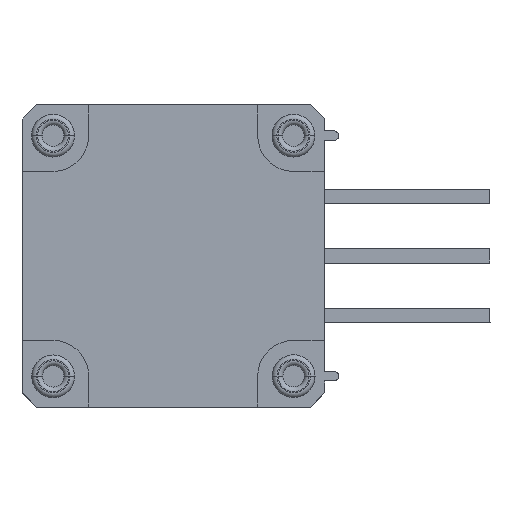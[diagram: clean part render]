
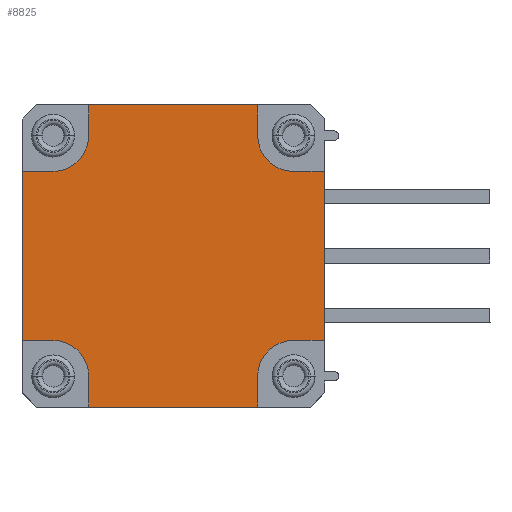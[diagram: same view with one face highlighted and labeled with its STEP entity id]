
A CAD part, front view. The second image highlights one B-rep face of the part: STEP entity #8825.
In plain terms, the highlighted planar face has unit normal (0, -1, 0).
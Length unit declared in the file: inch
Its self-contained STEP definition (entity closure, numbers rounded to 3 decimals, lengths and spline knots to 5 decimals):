
#1359=CARTESIAN_POINT('',(0.05118,-0.59902,
-0.44882));
#1360=DIRECTION('',(0.,1.,0.));
#1361=DIRECTION('',(0.,0.,1.));
#1362=AXIS2_PLACEMENT_3D('',#1359,#1360,#1361);
#1364=DIRECTION('',(1.,0.,0.));
#1365=VECTOR('',#1364,0.05118);
#1366=CARTESIAN_POINT('',(0.,-0.59902,-0.38976));
#1367=LINE('',#1366,#1365);
#1368=DIRECTION('',(0.,0.,1.));
#1369=VECTOR('',#1368,0.27953);
#1370=CARTESIAN_POINT('',(0.,-0.59902,-0.38976));
#1371=LINE('',#1370,#1369);
#1372=DIRECTION('',(1.,0.,0.));
#1373=VECTOR('',#1372,0.05118);
#1374=CARTESIAN_POINT('',(0.,-0.59902,-0.11024));
#1375=LINE('',#1374,#1373);
#1376=CARTESIAN_POINT('',(0.05118,-0.59902,
-0.05118));
#1377=DIRECTION('',(0.,-1.,0.));
#1378=DIRECTION('',(0.,0.,-1.));
#1379=AXIS2_PLACEMENT_3D('',#1376,#1377,#1378);
#1381=DIRECTION('',(0.,0.,-1.));
#1382=VECTOR('',#1381,0.05118);
#1383=CARTESIAN_POINT('',(0.11024,-0.59902,0.));
#1384=LINE('',#1383,#1382);
#1385=DIRECTION('',(1.,0.,0.));
#1386=VECTOR('',#1385,0.27953);
#1387=CARTESIAN_POINT('',(0.11024,-0.59902,0.));
#1388=LINE('',#1387,#1386);
#1389=DIRECTION('',(0.,0.,-1.));
#1390=VECTOR('',#1389,0.05118);
#1391=CARTESIAN_POINT('',(0.38976,-0.59902,0.));
#1392=LINE('',#1391,#1390);
#1393=CARTESIAN_POINT('',(0.44882,-0.59902,
-0.05118));
#1394=DIRECTION('',(0.,-1.,0.));
#1395=DIRECTION('',(-1.,0.,0.));
#1396=AXIS2_PLACEMENT_3D('',#1393,#1394,#1395);
#1398=DIRECTION('',(-1.,0.,0.));
#1399=VECTOR('',#1398,0.05118);
#1400=CARTESIAN_POINT('',(0.5,-0.59902,-0.11024));
#1401=LINE('',#1400,#1399);
#1402=DIRECTION('',(0.,0.,-1.));
#1403=VECTOR('',#1402,0.27953);
#1404=CARTESIAN_POINT('',(0.5,-0.59902,-0.11024));
#1405=LINE('',#1404,#1403);
#1406=DIRECTION('',(-1.,0.,0.));
#1407=VECTOR('',#1406,0.05118);
#1408=CARTESIAN_POINT('',(0.5,-0.59902,-0.38976));
#1409=LINE('',#1408,#1407);
#1410=CARTESIAN_POINT('',(0.44882,-0.59902,
-0.44882));
#1411=DIRECTION('',(0.,1.,0.));
#1412=DIRECTION('',(-1.,0.,0.));
#1413=AXIS2_PLACEMENT_3D('',#1410,#1411,#1412);
#1415=DIRECTION('',(0.,0.,1.));
#1416=VECTOR('',#1415,0.05118);
#1417=CARTESIAN_POINT('',(0.38976,-0.59902,-0.5));
#1418=LINE('',#1417,#1416);
#1419=DIRECTION('',(-1.,0.,0.));
#1420=VECTOR('',#1419,0.27953);
#1421=CARTESIAN_POINT('',(0.38976,-0.59902,-0.5));
#1422=LINE('',#1421,#1420);
#1423=DIRECTION('',(0.,0.,1.));
#1424=VECTOR('',#1423,0.05118);
#1425=CARTESIAN_POINT('',(0.11024,-0.59902,-0.5));
#1426=LINE('',#1425,#1424);
#6428=CARTESIAN_POINT('',(0.05118,-0.59902,
-0.11024));
#6429=CARTESIAN_POINT('',(0.11024,-0.59902,
-0.05118));
#6430=VERTEX_POINT('',#6428);
#6431=VERTEX_POINT('',#6429);
#6432=CARTESIAN_POINT('',(0.11024,-0.59902,0.));
#6433=VERTEX_POINT('',#6432);
#6434=CARTESIAN_POINT('',(0.,-0.59902,-0.11024));
#6435=VERTEX_POINT('',#6434);
#6436=CARTESIAN_POINT('',(0.5,-0.59902,-0.11024));
#6437=CARTESIAN_POINT('',(0.44882,-0.59902,
-0.11024));
#6438=VERTEX_POINT('',#6436);
#6439=VERTEX_POINT('',#6437);
#6440=CARTESIAN_POINT('',(0.38976,-0.59902,0.));
#6441=CARTESIAN_POINT('',(0.38976,-0.59902,
-0.05118));
#6442=VERTEX_POINT('',#6440);
#6443=VERTEX_POINT('',#6441);
#6476=CARTESIAN_POINT('',(0.05118,-0.59902,
-0.38976));
#6477=VERTEX_POINT('',#6476);
#6478=CARTESIAN_POINT('',(0.11024,-0.59902,
-0.44882));
#6479=VERTEX_POINT('',#6478);
#6480=CARTESIAN_POINT('',(0.44882,-0.59902,
-0.38976));
#6481=VERTEX_POINT('',#6480);
#6482=CARTESIAN_POINT('',(0.38976,-0.59902,
-0.44882));
#6483=VERTEX_POINT('',#6482);
#6484=CARTESIAN_POINT('',(0.11024,-0.59902,-0.5));
#6485=VERTEX_POINT('',#6484);
#6486=CARTESIAN_POINT('',(0.,-0.59902,-0.38976));
#6487=VERTEX_POINT('',#6486);
#6488=CARTESIAN_POINT('',(0.5,-0.59902,-0.38976));
#6489=VERTEX_POINT('',#6488);
#6490=CARTESIAN_POINT('',(0.38976,-0.59902,-0.5));
#6491=VERTEX_POINT('',#6490);
#8794=CARTESIAN_POINT('',(0.25,-0.59902,-0.25));
#8795=DIRECTION('',(0.,1.,0.));
#8796=DIRECTION('',(1.,0.,0.));
#8797=AXIS2_PLACEMENT_3D('',#8794,#8795,#8796);
#8798=PLANE('',#8797);
#8799=ORIENTED_EDGE('',*,*,#8588,.F.);
#8800=ORIENTED_EDGE('',*,*,#8610,.F.);
#8801=ORIENTED_EDGE('',*,*,#8637,.T.);
#8803=ORIENTED_EDGE('',*,*,#8802,.T.);
#8805=ORIENTED_EDGE('',*,*,#8804,.T.);
#8807=ORIENTED_EDGE('',*,*,#8806,.F.);
#8808=ORIENTED_EDGE('',*,*,#8709,.T.);
#8810=ORIENTED_EDGE('',*,*,#8809,.T.);
#8812=ORIENTED_EDGE('',*,*,#8811,.T.);
#8813=ORIENTED_EDGE('',*,*,#8778,.F.);
#8814=ORIENTED_EDGE('',*,*,#8343,.T.);
#8816=ORIENTED_EDGE('',*,*,#8815,.T.);
#8818=ORIENTED_EDGE('',*,*,#8817,.F.);
#8820=ORIENTED_EDGE('',*,*,#8819,.F.);
#8821=ORIENTED_EDGE('',*,*,#8494,.T.);
#8822=ORIENTED_EDGE('',*,*,#8568,.T.);
#8823=EDGE_LOOP('',(#8799,#8800,#8801,#8803,#8805,#8807,#8808,#8810,#8812,#8813,
#8814,#8816,#8818,#8820,#8821,#8822));
#8824=FACE_OUTER_BOUND('',#8823,.F.);
#8825=ADVANCED_FACE('',(#8824),#8798,.F.);
#1363=CIRCLE('',#1362,0.05906);
#1380=CIRCLE('',#1379,0.05906);
#1397=CIRCLE('',#1396,0.05906);
#1414=CIRCLE('',#1413,0.05906);
#8343=EDGE_CURVE('',#6438,#6489,#1405,.T.);
#8494=EDGE_CURVE('',#6491,#6485,#1422,.T.);
#8568=EDGE_CURVE('',#6485,#6479,#1426,.T.);
#8588=EDGE_CURVE('',#6477,#6479,#1363,.T.);
#8610=EDGE_CURVE('',#6487,#6477,#1367,.T.);
#8637=EDGE_CURVE('',#6487,#6435,#1371,.T.);
#8709=EDGE_CURVE('',#6433,#6442,#1388,.T.);
#8778=EDGE_CURVE('',#6438,#6439,#1401,.T.);
#8802=EDGE_CURVE('',#6435,#6430,#1375,.T.);
#8804=EDGE_CURVE('',#6430,#6431,#1380,.T.);
#8806=EDGE_CURVE('',#6433,#6431,#1384,.T.);
#8809=EDGE_CURVE('',#6442,#6443,#1392,.T.);
#8811=EDGE_CURVE('',#6443,#6439,#1397,.T.);
#8815=EDGE_CURVE('',#6489,#6481,#1409,.T.);
#8817=EDGE_CURVE('',#6483,#6481,#1414,.T.);
#8819=EDGE_CURVE('',#6491,#6483,#1418,.T.);
